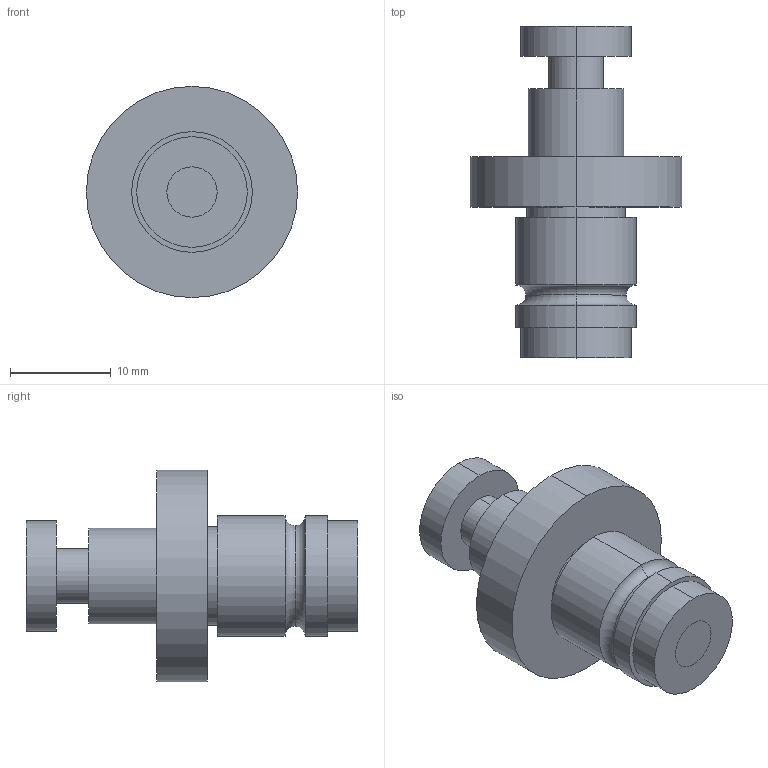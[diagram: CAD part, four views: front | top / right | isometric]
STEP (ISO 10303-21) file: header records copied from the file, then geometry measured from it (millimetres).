
FILE_DESCRIPTION (( 'STEP AP203' ), '1' );
FILE_NAME ('flex3drive-gear-mockup.step', '2016-03-08T04:33:44', ( '' ), ( '' ), 'SwSTEP 2.0', 'SolidWorks 2015', '' );
FILE_SCHEMA (( 'CONFIG_CONTROL_DESIGN' ));
Length unit declared in the file: millimetre
Products named in the file (1): flex3drive-gear-mockup
Bounding box: 21 x 33 x 21 mm (x, y, z)
Volume: 4118.6 mm3; surface area: 3166.6 mm2
Topology: 6 solids, 6 shells, 44 faces, 84 edges, 54 vertices
Faces by surface type: cylinder 26, plane 14, torus 4
Entity records: 1221 total; most frequent: DIRECTION 232, CARTESIAN_POINT 183, ORIENTED_EDGE 168, AXIS2_PLACEMENT_3D 103, EDGE_CURVE 84, CIRCLE 58, EDGE_LOOP 54, VERTEX_POINT 54
